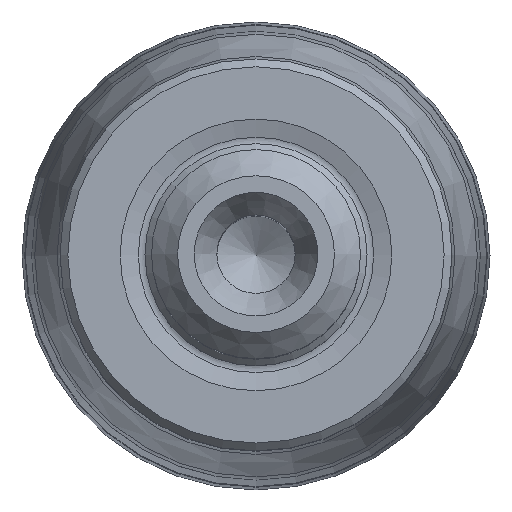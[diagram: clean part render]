
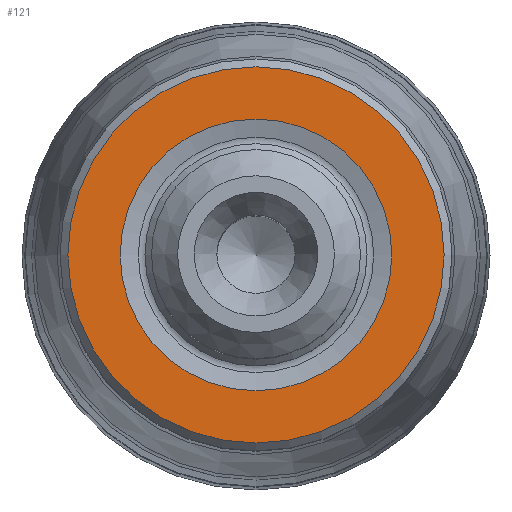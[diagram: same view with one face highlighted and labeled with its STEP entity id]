
A CAD part, top view. The second image highlights one B-rep face of the part: STEP entity #121.
In plain terms, the highlighted planar face has unit normal (0, 0, 1).
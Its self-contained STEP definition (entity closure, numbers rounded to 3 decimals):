
#57=PLANE('',#821);
#121=ADVANCED_FACE('',(#321,#322),#57,.T.);
#321=FACE_BOUND('',#438,.T.);
#322=FACE_BOUND('',#439,.T.);
#438=EDGE_LOOP('',(#554));
#439=EDGE_LOOP('',(#555));
#554=ORIENTED_EDGE('',*,*,#695,.T.);
#555=ORIENTED_EDGE('',*,*,#696,.T.);
#636=VERTEX_POINT('',#1424);
#637=VERTEX_POINT('',#1426);
#695=EDGE_CURVE('',#636,#636,#753,.T.);
#696=EDGE_CURVE('',#637,#637,#754,.T.);
#753=CIRCLE('',#819,7.2);
#754=CIRCLE('',#820,5.199);
#819=AXIS2_PLACEMENT_3D('',#1423,#991,#992);
#820=AXIS2_PLACEMENT_3D('',#1425,#993,#994);
#821=AXIS2_PLACEMENT_3D('',#1427,#995,#996);
#991=DIRECTION('',(0.,0.,1.));
#992=DIRECTION('',(1.,0.,0.));
#993=DIRECTION('',(0.,0.,-1.));
#994=DIRECTION('',(-1.,0.,0.));
#995=DIRECTION('',(0.,0.,1.));
#996=DIRECTION('',(1.,0.,0.));
#1423=CARTESIAN_POINT('',(0.,0.,0.));
#1424=CARTESIAN_POINT('',(7.2,0.,0.));
#1425=CARTESIAN_POINT('',(0.,0.,0.));
#1426=CARTESIAN_POINT('',(-5.199,0.,0.));
#1427=CARTESIAN_POINT('',(7.5,0.,0.));
